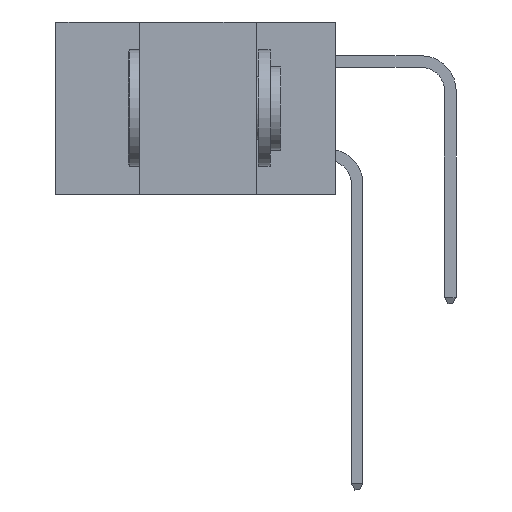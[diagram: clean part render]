
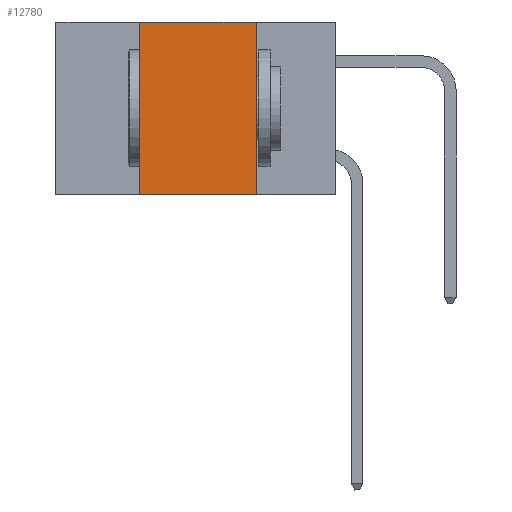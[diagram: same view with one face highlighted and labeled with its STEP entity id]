
A CAD part, left-side view. The second image highlights one B-rep face of the part: STEP entity #12780.
In plain terms, the highlighted planar face has unit normal (-1, 0, 0).
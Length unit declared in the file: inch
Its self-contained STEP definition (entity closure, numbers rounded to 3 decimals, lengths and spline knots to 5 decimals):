
#43 = ORIENTED_EDGE ( 'NONE', *, *, #14082, .F. ) ;
#641 = VECTOR ( 'NONE', #33265, 39.37008 ) ;
#2009 = VECTOR ( 'NONE', #33983, 39.37008 ) ;
#3427 = DIRECTION ( 'NONE',  ( 0., 0., -1. ) ) ;
#9895 = CARTESIAN_POINT ( 'NONE',  ( 0., 0.6, 0. ) ) ;
#10577 = CARTESIAN_POINT ( 'NONE',  ( 0., 0.17, 0. ) ) ;
#12780 = ADVANCED_FACE ( 'NONE', ( #14195 ), #19678, .F. ) ;
#14082 = EDGE_CURVE ( 'NONE', #26077, #22838, #21693, .T. ) ;
#14195 = FACE_OUTER_BOUND ( 'NONE', #35786, .T. ) ;
#15227 = CARTESIAN_POINT ( 'NONE',  ( 0., 0.17, -0.37 ) ) ;
#15668 = VERTEX_POINT ( 'NONE', #34854 ) ;
#17476 = ORIENTED_EDGE ( 'NONE', *, *, #17997, .F. ) ;
#17997 = EDGE_CURVE ( 'NONE', #15668, #26077, #19379, .T. ) ;
#19379 = LINE ( 'NONE', #30784, #2009 ) ;
#19678 = PLANE ( 'NONE',  #36775 ) ;
#20398 = CARTESIAN_POINT ( 'NONE',  ( 0., 0.17, 0. ) ) ;
#21202 = DIRECTION ( 'NONE',  ( 0., -1., 0. ) ) ;
#21207 = VECTOR ( 'NONE', #21202, 39.37008 ) ;
#21693 = LINE ( 'NONE', #22535, #37726 ) ;
#22535 = CARTESIAN_POINT ( 'NONE',  ( 0., 0.6, 0. ) ) ;
#22838 = VERTEX_POINT ( 'NONE', #20398 ) ;
#22911 = DIRECTION ( 'NONE',  ( 1., 0., 0. ) ) ;
#25796 = DIRECTION ( 'NONE',  ( 0., -1., 0. ) ) ;
#26077 = VERTEX_POINT ( 'NONE', #32819 ) ;
#27504 = ORIENTED_EDGE ( 'NONE', *, *, #33869, .T. ) ;
#27646 = LINE ( 'NONE', #10577, #641 ) ;
#28793 = EDGE_CURVE ( 'NONE', #22838, #30921, #27646, .T. ) ;
#29739 = LINE ( 'NONE', #30878, #21207 ) ;
#30784 = CARTESIAN_POINT ( 'NONE',  ( 0., 0.42, 0. ) ) ;
#30878 = CARTESIAN_POINT ( 'NONE',  ( 0., 0.6, -0.37 ) ) ;
#30921 = VERTEX_POINT ( 'NONE', #15227 ) ;
#31575 = ORIENTED_EDGE ( 'NONE', *, *, #28793, .F. ) ;
#32819 = CARTESIAN_POINT ( 'NONE',  ( 0., 0.42, 0. ) ) ;
#33265 = DIRECTION ( 'NONE',  ( 0., 0., -1. ) ) ;
#33869 = EDGE_CURVE ( 'NONE', #15668, #30921, #29739, .T. ) ;
#33983 = DIRECTION ( 'NONE',  ( 0., 0., 1. ) ) ;
#34854 = CARTESIAN_POINT ( 'NONE',  ( 0., 0.42, -0.37 ) ) ;
#35786 = EDGE_LOOP ( 'NONE', ( #31575, #43, #17476, #27504 ) ) ;
#36775 = AXIS2_PLACEMENT_3D ( 'NONE', #9895, #22911, #3427 ) ;
#37726 = VECTOR ( 'NONE', #25796, 39.37008 ) ;
